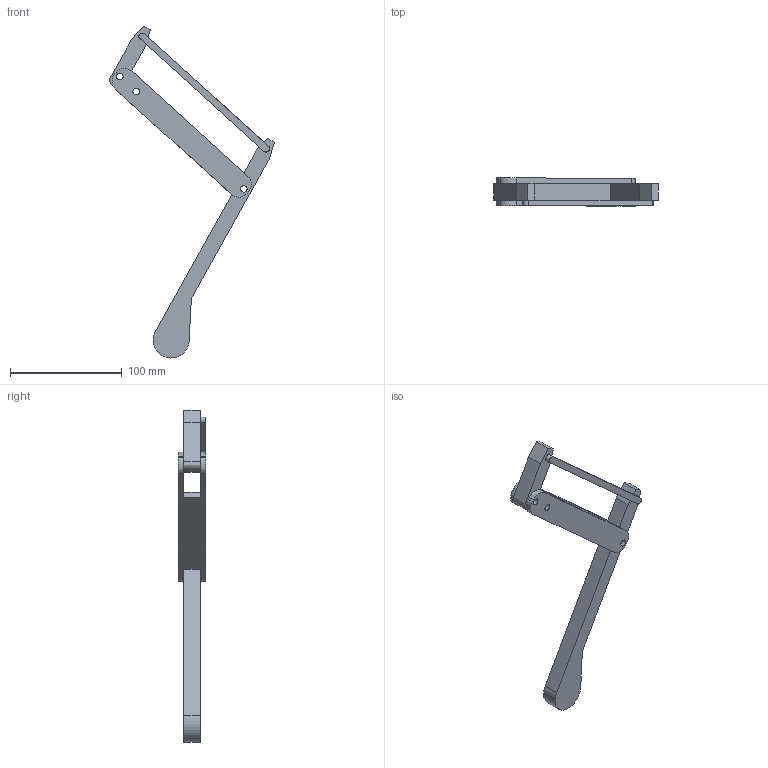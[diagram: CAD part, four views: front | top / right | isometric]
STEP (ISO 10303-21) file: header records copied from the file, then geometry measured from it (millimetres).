
FILE_DESCRIPTION(/* description */ ('STEP AP242','CAx-IF Rec.Pracs.---Representation and Presentation of Product Manufacturing Information (PMI)---4.0---2014-10-13','CAx-IF Rec.Pracs.---3D Tessellated Geometry---0.4---2014-09-14','2;1'),/* implementation_level */ '2;1');
FILE_NAME(/* name */ '68fd2e723d09582aa8c43ccc',/* time_stamp */ '2025-10-25T20:09:23Z',/* author */ (''),/* organization */ (''),/* preprocessor_version */ 'ST-DEVELOPER v20',/* originating_system */ 'ONSHAPE BY PTC INC, 1.205',/* authorisation */ ' ');
FILE_SCHEMA (('AP242_MANAGED_MODEL_BASED_3D_ENGINEERING_MIM_LF { 1 0 10303 442 1 1 4 }'));
Length unit declared in the file: metre
Products named in the file (5): Assembly 1; Part 1
Assembly tree (4 placements, depth 2):
  Assembly 1
    Part 1
    Part 1
    Part 1
    Part 1
Bounding box: 147.66 x 25 x 297.72 mm (x, y, z)
Volume: 111086 mm3; surface area: 41886.3 mm2
Topology: 4 solids, 4 shells, 59 faces, 155 edges, 104 vertices
Faces by surface type: plane 36, cylinder 23
Full cylindrical faces by diameter (mm): 6 x12
Entity records: 1915 total; most frequent: DIRECTION 317, CARTESIAN_POINT 307, ORIENTED_EDGE 282, EDGE_CURVE 141, AXIS2_PLACEMENT_3D 112, VERTEX_POINT 102, LINE 93, VECTOR 93
